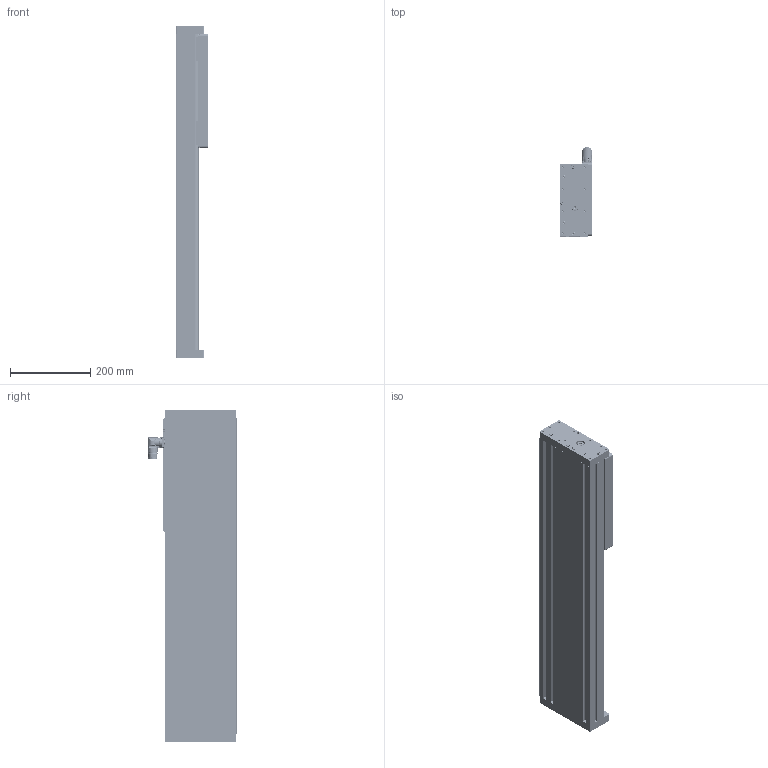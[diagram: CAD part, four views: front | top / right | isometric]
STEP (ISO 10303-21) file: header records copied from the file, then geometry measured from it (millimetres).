
FILE_DESCRIPTION (( 'STEP AP214' ), '1' );
FILE_NAME ('0186-1396_220603_EM01-48-830_505_1CE48x240F-HP-BE02-MD01-C.STEP', '2022-06-03T15:38:45', ( '' ), ( '' ), 'SwSTEP 2.0', 'SolidWorks 2021', '' );
FILE_SCHEMA (( 'AUTOMOTIVE_DESIGN' ));
Length unit declared in the file: millimetre
Products named in the file (26): 0230-0718_zyl.-schr._i-6kt_M6x22_8.8_v-b; 0230-0791_Zyl.-schr_i-6kt_M4x18_12.9_schwarz; 0186-1705_PL01-28x800!750-HP-SF_PL01-28x800!750-HP-SF; 0180-2273_EM01k-48x240-APF-W; 0186-1380_CE48x240F-HP-BE02-MD01-C_4xWageli_MS01-1!D-SSI; 0150-5239_FL01-15x825_FL01-15x825; 0230-0433_LLTHC 15 U-T0 P5; 0230-0220_zyl.-schr._i-6kt_M6x25_8.8_v-b; 0150-2189_Hammermutter N8!M4; 0230-0041_zyl.-schr._i-6kt_M4x16_8.8_v-b; Kabel_EM01; 0180-0434_PS10k-SF923; PS01-48x240F-HP-B-E01; 0180-2004_EM01k-48-AH; 0160-0807_Kugelscheibe_M10x20.5x4_INOX_SSC; 0230-0231_Zyl.-Stift_5x20_STAHL-GH; 0230-0653_Zyl.-Schr._I-6kt_n-K_M10x25_8.8_v-b; 0150-3081_MC01-Cw!m_GANZ; 147522_1; 123742; 0160-3522_Schrauben kit EM01-48_48x150G f〉 Hub 595; 0180-2003_EM01k-48-AV; 0160-3527_ES01k-48x790_EMB01k-48x790; 0160-0844_Lins.-Schr_I-6rd_M2.5x8_INOX; 0186-1773_EM01-48-830; 0186-1396_220603_EM01-48-830_505_1CE48x240F-HP-BE02-MD01-C
Assembly tree (119 placements, depth 4):
  0186-1396_220603_EM01-48-830_505_1CE48x240F-HP-BE02-MD01-C
    0186-1773_EM01-48-830
      0180-2004_EM01k-48-AH
      0160-3527_ES01k-48x790_EMB01k-48x790
      0150-5239_FL01-15x825_FL01-15x825  x2
      0230-0041_zyl.-schr._i-6kt_M4x16_8.8_v-b  x28
      0150-2189_Hammermutter N8!M4  x28
      0186-1705_PL01-28x800!750-HP-SF_PL01-28x800!750-HP-SF
      0180-2003_EM01k-48-AV
      0160-3522_Schrauben kit EM01-48_48x150G f〉 Hub 595
        0160-0807_Kugelscheibe_M10x20.5x4_INOX_SSC  x2
        0230-0653_Zyl.-Schr._I-6kt_n-K_M10x25_8.8_v-b  x2
        0230-0220_zyl.-schr._i-6kt_M6x25_8.8_v-b  x10
        0230-0231_Zyl.-Stift_5x20_STAHL-GH  x4
    0186-1380_CE48x240F-HP-BE02-MD01-C_4xWageli_MS01-1!D-SSI
      0180-2273_EM01k-48x240-APF-W
      0230-0433_LLTHC 15 U-T0 P5  x4
      0160-0844_Lins.-Schr_I-6rd_M2.5x8_INOX  x4
      0150-3081_MC01-Cw!m_GANZ
        123742
        147522_1
      PS01-48x240F-HP-B-E01
      Kabel_EM01
      0230-0718_zyl.-schr._i-6kt_M6x22_8.8_v-b  x5
      0230-0791_Zyl.-schr_i-6kt_M4x18_12.9_schwarz  x16
      0180-0434_PS10k-SF923
Bounding box: 81 x 222.92 x 830 mm (x, y, z)
Volume: 5900970.1 mm3; surface area: 1340075.9 mm2
Topology: 127 solids, 127 shells, 10193 faces, 24025 edges, 14289 vertices
Faces by surface type: cone 3243, plane 3227, cylinder 2700, bspline 889, torus 134
Full cylindrical faces by diameter (mm): 1 x10, 1.2 x5, 1.5 x5, 1.8 x5, 2 x8, 2.05 x5, 2.6 x8, 2.7 x8, 2.8 x5, 2.9 x4, 3.3 x30, 4 x972, 4.3 x16, 4.5 x32, 5 x97, 5.501 x2, 6 x330, 6.4 x10, 6.6 x11, 7 x44, 7.5 x28, 8 x16, 8.5 x2, 9 x2, 10 x45, 10.5 x19, 10.8 x1, 11 x7, 16 x2, 17.3 x1
Entity records: 150162 total; most frequent: CARTESIAN_POINT 57206, ORIENTED_EDGE 16906, DIRECTION 13244, EDGE_CURVE 8453, VERTEX_POINT 5855, EDGE_LOOP 4720, AXIS2_PLACEMENT_3D 4441, LINE 4362
